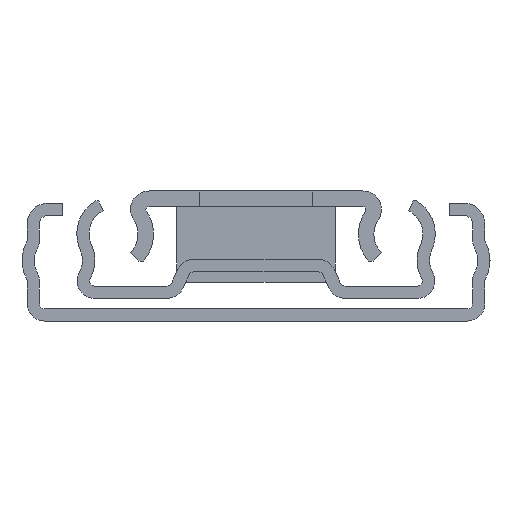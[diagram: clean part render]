
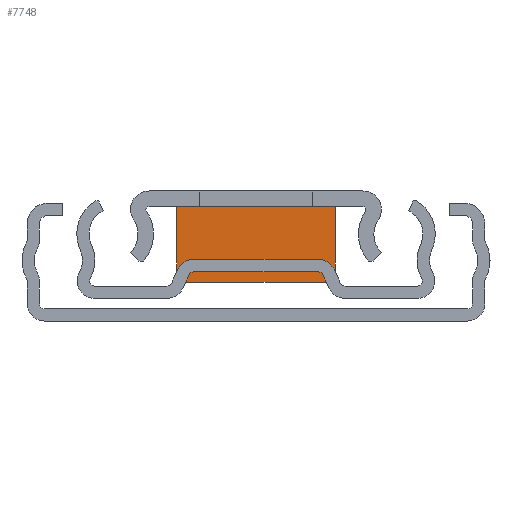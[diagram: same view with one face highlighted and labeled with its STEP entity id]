
A CAD part, left-side view. The second image highlights one B-rep face of the part: STEP entity #7748.
In plain terms, the highlighted planar face has unit normal (-1, 0, 0).
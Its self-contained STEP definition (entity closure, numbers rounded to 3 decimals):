
#213 = CARTESIAN_POINT ( 'NONE',  ( -1.5, 7.75, -1.507 ) ) ;
#246 = CARTESIAN_POINT ( 'NONE',  ( -1.5, -7.75, -8.907 ) ) ;
#275 = PLANE ( 'NONE',  #3018 ) ;
#574 = EDGE_CURVE ( 'NONE', #6190, #3258, #4360, .T. ) ;
#822 = CARTESIAN_POINT ( 'NONE',  ( -1.5, -7.75, -1.507 ) ) ;
#1145 = EDGE_CURVE ( 'NONE', #6190, #2968, #6402, .T. ) ;
#1518 = ORIENTED_EDGE ( 'NONE', *, *, #2785, .T. ) ;
#1539 = CARTESIAN_POINT ( 'NONE',  ( -1.5, -7.75, -8.907 ) ) ;
#1585 = DIRECTION ( 'NONE',  ( 0., 1., 0. ) ) ;
#1726 = LINE ( 'NONE', #3790, #2720 ) ;
#1882 = ORIENTED_EDGE ( 'NONE', *, *, #574, .T. ) ;
#2720 = VECTOR ( 'NONE', #6538, 1000. ) ;
#2785 = EDGE_CURVE ( 'NONE', #3258, #5276, #6253, .T. ) ;
#2968 = VERTEX_POINT ( 'NONE', #7147 ) ;
#2970 = DIRECTION ( 'NONE',  ( 1., 0., 0. ) ) ;
#3018 = AXIS2_PLACEMENT_3D ( 'NONE', #7908, #2970, #1585 ) ;
#3151 = VECTOR ( 'NONE', #4402, 1000. ) ;
#3258 = VERTEX_POINT ( 'NONE', #4930 ) ;
#3309 = ORIENTED_EDGE ( 'NONE', *, *, #7388, .F. ) ;
#3378 = CARTESIAN_POINT ( 'NONE',  ( -1.5, -7.75, -8.907 ) ) ;
#3790 = CARTESIAN_POINT ( 'NONE',  ( -1.5, 7.75, -8.907 ) ) ;
#4323 = FACE_OUTER_BOUND ( 'NONE', #8347, .T. ) ;
#4360 = LINE ( 'NONE', #1539, #3151 ) ;
#4402 = DIRECTION ( 'NONE',  ( 0., 0., 1. ) ) ;
#4898 = DIRECTION ( 'NONE',  ( 0., 1., 0. ) ) ;
#4930 = CARTESIAN_POINT ( 'NONE',  ( -1.5, -7.75, -1.507 ) ) ;
#5276 = VERTEX_POINT ( 'NONE', #213 ) ;
#5716 = DIRECTION ( 'NONE',  ( 0., 1., 0. ) ) ;
#6128 = VECTOR ( 'NONE', #4898, 1000. ) ;
#6190 = VERTEX_POINT ( 'NONE', #3378 ) ;
#6198 = ORIENTED_EDGE ( 'NONE', *, *, #1145, .F. ) ;
#6253 = LINE ( 'NONE', #822, #6128 ) ;
#6402 = LINE ( 'NONE', #246, #8676 ) ;
#6538 = DIRECTION ( 'NONE',  ( 0., 0., 1. ) ) ;
#7147 = CARTESIAN_POINT ( 'NONE',  ( -1.5, 7.75, -8.907 ) ) ;
#7388 = EDGE_CURVE ( 'NONE', #2968, #5276, #1726, .T. ) ;
#7748 = ADVANCED_FACE ( 'NONE', ( #4323 ), #275, .F. ) ;
#7908 = CARTESIAN_POINT ( 'NONE',  ( -1.5, -7.75, -8.907 ) ) ;
#8347 = EDGE_LOOP ( 'NONE', ( #1518, #3309, #6198, #1882 ) ) ;
#8676 = VECTOR ( 'NONE', #5716, 1000. ) ;
